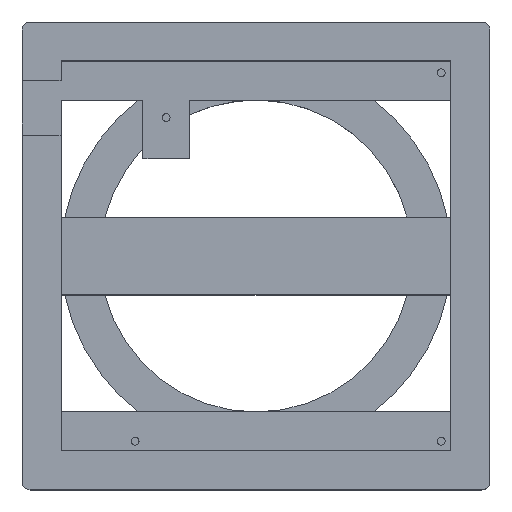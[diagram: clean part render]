
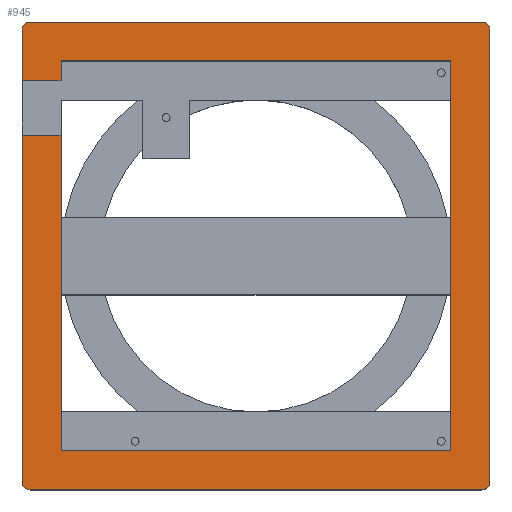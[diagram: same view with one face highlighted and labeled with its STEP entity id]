
A CAD part, top view. The second image highlights one B-rep face of the part: STEP entity #945.
In plain terms, the highlighted planar face has unit normal (0, 0, 1).
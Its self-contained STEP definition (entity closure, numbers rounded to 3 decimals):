
#64=B_SPLINE_CURVE_WITH_KNOTS('',3,(#1345,#1346,#1347,#1348,#1349,#1350,
#1351,#1352,#1353,#1354),.UNSPECIFIED.,.F.,.F.,(4,3,3,4),(0.,0.143,
0.239,0.334),.UNSPECIFIED.);
#65=B_SPLINE_CURVE_WITH_KNOTS('',3,(#1358,#1359,#1360,#1361,#1362,#1363,
#1364,#1365,#1366,#1367,#1368,#1369,#1370),.UNSPECIFIED.,.F.,.F.,(4,3,3,
3,4),(0.,0.072,0.143,0.239,0.334),
 .UNSPECIFIED.);
#66=B_SPLINE_CURVE_WITH_KNOTS('',3,(#1374,#1375,#1376,#1377,#1378,#1379,
#1380,#1381,#1382,#1383,#1384,#1385,#1386),.UNSPECIFIED.,.F.,.F.,(4,3,3,
3,4),(0.,0.072,0.143,0.239,0.334),
 .UNSPECIFIED.);
#67=B_SPLINE_CURVE_WITH_KNOTS('',3,(#1390,#1391,#1392,#1393,#1394,#1395,
#1396,#1397,#1398,#1399,#1400,#1401,#1402),.UNSPECIFIED.,.F.,.F.,(4,3,3,
3,4),(0.,0.072,0.143,0.239,0.334),
 .UNSPECIFIED.);
#82=FACE_OUTER_BOUND('',#130,.T.);
#130=EDGE_LOOP('',(#634,#635,#636,#637,#638,#639,#640,#641,#642,#643,#644,
#645,#646,#647,#648,#649));
#186=LINE('',#1317,#288);
#190=LINE('',#1326,#292);
#194=LINE('',#1334,#296);
#195=LINE('',#1336,#297);
#196=LINE('',#1338,#298);
#197=LINE('',#1340,#299);
#198=LINE('',#1341,#300);
#199=LINE('',#1343,#301);
#200=LINE('',#1356,#302);
#201=LINE('',#1372,#303);
#202=LINE('',#1388,#304);
#203=LINE('',#1403,#305);
#288=VECTOR('',#1077,10.);
#292=VECTOR('',#1083,10.);
#296=VECTOR('',#1089,10.);
#297=VECTOR('',#1090,10.);
#298=VECTOR('',#1091,10.);
#299=VECTOR('',#1092,10.);
#300=VECTOR('',#1093,10.);
#301=VECTOR('',#1094,10.);
#302=VECTOR('',#1095,10.);
#303=VECTOR('',#1096,10.);
#304=VECTOR('',#1097,10.);
#305=VECTOR('',#1098,10.);
#390=VERTEX_POINT('',#1315);
#391=VERTEX_POINT('',#1316);
#394=VERTEX_POINT('',#1324);
#395=VERTEX_POINT('',#1325);
#398=VERTEX_POINT('',#1333);
#399=VERTEX_POINT('',#1335);
#400=VERTEX_POINT('',#1337);
#401=VERTEX_POINT('',#1339);
#402=VERTEX_POINT('',#1342);
#403=VERTEX_POINT('',#1344);
#404=VERTEX_POINT('',#1355);
#405=VERTEX_POINT('',#1357);
#406=VERTEX_POINT('',#1371);
#407=VERTEX_POINT('',#1373);
#408=VERTEX_POINT('',#1387);
#409=VERTEX_POINT('',#1389);
#484=EDGE_CURVE('',#390,#391,#186,.T.);
#488=EDGE_CURVE('',#394,#395,#190,.T.);
#492=EDGE_CURVE('',#391,#398,#194,.T.);
#493=EDGE_CURVE('',#398,#399,#195,.T.);
#494=EDGE_CURVE('',#399,#400,#196,.T.);
#495=EDGE_CURVE('',#400,#401,#197,.T.);
#496=EDGE_CURVE('',#401,#394,#198,.T.);
#497=EDGE_CURVE('',#395,#402,#199,.T.);
#498=EDGE_CURVE('',#403,#402,#64,.T.);
#499=EDGE_CURVE('',#403,#404,#200,.T.);
#500=EDGE_CURVE('',#405,#404,#65,.T.);
#501=EDGE_CURVE('',#405,#406,#201,.T.);
#502=EDGE_CURVE('',#407,#406,#66,.T.);
#503=EDGE_CURVE('',#407,#408,#202,.T.);
#504=EDGE_CURVE('',#409,#408,#67,.T.);
#505=EDGE_CURVE('',#409,#390,#203,.T.);
#634=ORIENTED_EDGE('',*,*,#484,.T.);
#635=ORIENTED_EDGE('',*,*,#492,.T.);
#636=ORIENTED_EDGE('',*,*,#493,.T.);
#637=ORIENTED_EDGE('',*,*,#494,.T.);
#638=ORIENTED_EDGE('',*,*,#495,.T.);
#639=ORIENTED_EDGE('',*,*,#496,.T.);
#640=ORIENTED_EDGE('',*,*,#488,.T.);
#641=ORIENTED_EDGE('',*,*,#497,.T.);
#642=ORIENTED_EDGE('',*,*,#498,.F.);
#643=ORIENTED_EDGE('',*,*,#499,.T.);
#644=ORIENTED_EDGE('',*,*,#500,.F.);
#645=ORIENTED_EDGE('',*,*,#501,.T.);
#646=ORIENTED_EDGE('',*,*,#502,.F.);
#647=ORIENTED_EDGE('',*,*,#503,.T.);
#648=ORIENTED_EDGE('',*,*,#504,.F.);
#649=ORIENTED_EDGE('',*,*,#505,.T.);
#912=PLANE('',#1007);
#945=ADVANCED_FACE('',(#82),#912,.T.);
#1007=AXIS2_PLACEMENT_3D('',#1332,#1087,#1088);
#1077=DIRECTION('',(1.,0.,0.));
#1083=DIRECTION('',(-1.,0.,0.));
#1087=DIRECTION('center_axis',(0.,0.,1.));
#1088=DIRECTION('ref_axis',(1.,0.,0.));
#1089=DIRECTION('',(0.,1.,0.));
#1090=DIRECTION('',(1.,0.,0.));
#1091=DIRECTION('',(0.,-1.,0.));
#1092=DIRECTION('',(-1.,0.,0.));
#1093=DIRECTION('',(0.,1.,0.));
#1094=DIRECTION('',(0.,-1.,0.));
#1095=DIRECTION('',(1.,0.,0.));
#1096=DIRECTION('',(0.,1.,0.));
#1097=DIRECTION('',(-1.,0.,0.));
#1098=DIRECTION('',(0.,-1.,0.));
#1315=CARTESIAN_POINT('',(-10.,95.,13.));
#1316=CARTESIAN_POINT('',(0.,95.,13.));
#1317=CARTESIAN_POINT('',(20.,95.,13.));
#1324=CARTESIAN_POINT('',(0.,81.,13.));
#1325=CARTESIAN_POINT('',(-10.,81.,13.));
#1326=CARTESIAN_POINT('',(25.,81.,13.));
#1332=CARTESIAN_POINT('Origin',(50.,50.,13.));
#1333=CARTESIAN_POINT('',(0.,100.,13.));
#1334=CARTESIAN_POINT('',(0.,100.,13.));
#1335=CARTESIAN_POINT('',(100.,100.,13.));
#1336=CARTESIAN_POINT('',(100.,100.,13.));
#1337=CARTESIAN_POINT('',(100.,0.,13.));
#1338=CARTESIAN_POINT('',(100.,0.,13.));
#1339=CARTESIAN_POINT('',(0.,0.,13.));
#1340=CARTESIAN_POINT('',(0.,0.,13.));
#1341=CARTESIAN_POINT('',(0.,100.,13.));
#1342=CARTESIAN_POINT('',(-10.,-7.879,13.));
#1343=CARTESIAN_POINT('',(-10.,-10.,13.));
#1344=CARTESIAN_POINT('',(-7.879,-10.,13.));
#1345=CARTESIAN_POINT('Ctrl Pts',(-7.879,-10.,13.));
#1346=CARTESIAN_POINT('Ctrl Pts',(-8.307,-10.,13.));
#1347=CARTESIAN_POINT('Ctrl Pts',(-8.801,-9.853,13.));
#1348=CARTESIAN_POINT('Ctrl Pts',(-9.192,-9.545,13.));
#1349=CARTESIAN_POINT('Ctrl Pts',(-9.452,-9.34,13.));
#1350=CARTESIAN_POINT('Ctrl Pts',(-9.668,-9.064,13.));
#1351=CARTESIAN_POINT('Ctrl Pts',(-9.805,-8.77,13.));
#1352=CARTESIAN_POINT('Ctrl Pts',(-9.941,-8.476,13.));
#1353=CARTESIAN_POINT('Ctrl Pts',(-10.,-8.164,13.));
#1354=CARTESIAN_POINT('Ctrl Pts',(-10.,-7.879,13.));
#1355=CARTESIAN_POINT('',(107.879,-10.,13.));
#1356=CARTESIAN_POINT('',(110.,-10.,13.));
#1357=CARTESIAN_POINT('',(110.,-7.879,13.));
#1358=CARTESIAN_POINT('Ctrl Pts',(110.,-7.879,13.));
#1359=CARTESIAN_POINT('Ctrl Pts',(110.,-8.093,13.));
#1360=CARTESIAN_POINT('Ctrl Pts',(109.967,-8.321,13.));
#1361=CARTESIAN_POINT('Ctrl Pts',(109.892,-8.547,13.));
#1362=CARTESIAN_POINT('Ctrl Pts',(109.817,-8.773,13.));
#1363=CARTESIAN_POINT('Ctrl Pts',(109.7,-8.995,13.));
#1364=CARTESIAN_POINT('Ctrl Pts',(109.546,-9.191,13.));
#1365=CARTESIAN_POINT('Ctrl Pts',(109.339,-9.453,13.));
#1366=CARTESIAN_POINT('Ctrl Pts',(109.065,-9.667,13.));
#1367=CARTESIAN_POINT('Ctrl Pts',(108.771,-9.804,13.));
#1368=CARTESIAN_POINT('Ctrl Pts',(108.478,-9.94,13.));
#1369=CARTESIAN_POINT('Ctrl Pts',(108.164,-10.,13.));
#1370=CARTESIAN_POINT('Ctrl Pts',(107.879,-10.,13.));
#1371=CARTESIAN_POINT('',(110.,107.879,13.));
#1372=CARTESIAN_POINT('',(110.,110.,13.));
#1373=CARTESIAN_POINT('',(107.879,110.,13.));
#1374=CARTESIAN_POINT('Ctrl Pts',(107.879,110.,13.));
#1375=CARTESIAN_POINT('Ctrl Pts',(108.093,110.,13.));
#1376=CARTESIAN_POINT('Ctrl Pts',(108.321,109.967,13.));
#1377=CARTESIAN_POINT('Ctrl Pts',(108.547,109.892,13.));
#1378=CARTESIAN_POINT('Ctrl Pts',(108.773,109.817,13.));
#1379=CARTESIAN_POINT('Ctrl Pts',(108.995,109.7,13.));
#1380=CARTESIAN_POINT('Ctrl Pts',(109.191,109.546,13.));
#1381=CARTESIAN_POINT('Ctrl Pts',(109.453,109.339,13.));
#1382=CARTESIAN_POINT('Ctrl Pts',(109.667,109.065,13.));
#1383=CARTESIAN_POINT('Ctrl Pts',(109.804,108.771,13.));
#1384=CARTESIAN_POINT('Ctrl Pts',(109.94,108.478,13.));
#1385=CARTESIAN_POINT('Ctrl Pts',(110.,108.164,13.));
#1386=CARTESIAN_POINT('Ctrl Pts',(110.,107.879,13.));
#1387=CARTESIAN_POINT('',(-7.879,110.,13.));
#1388=CARTESIAN_POINT('',(-10.,110.,13.));
#1389=CARTESIAN_POINT('',(-10.,107.879,13.));
#1390=CARTESIAN_POINT('Ctrl Pts',(-10.,107.879,13.));
#1391=CARTESIAN_POINT('Ctrl Pts',(-10.,108.093,13.));
#1392=CARTESIAN_POINT('Ctrl Pts',(-9.967,108.321,13.));
#1393=CARTESIAN_POINT('Ctrl Pts',(-9.892,108.547,13.));
#1394=CARTESIAN_POINT('Ctrl Pts',(-9.817,108.773,13.));
#1395=CARTESIAN_POINT('Ctrl Pts',(-9.7,108.995,13.));
#1396=CARTESIAN_POINT('Ctrl Pts',(-9.546,109.191,13.));
#1397=CARTESIAN_POINT('Ctrl Pts',(-9.339,109.453,13.));
#1398=CARTESIAN_POINT('Ctrl Pts',(-9.065,109.667,13.));
#1399=CARTESIAN_POINT('Ctrl Pts',(-8.771,109.804,13.));
#1400=CARTESIAN_POINT('Ctrl Pts',(-8.478,109.94,13.));
#1401=CARTESIAN_POINT('Ctrl Pts',(-8.164,110.,13.));
#1402=CARTESIAN_POINT('Ctrl Pts',(-7.879,110.,13.));
#1403=CARTESIAN_POINT('',(-10.,-10.,13.));
